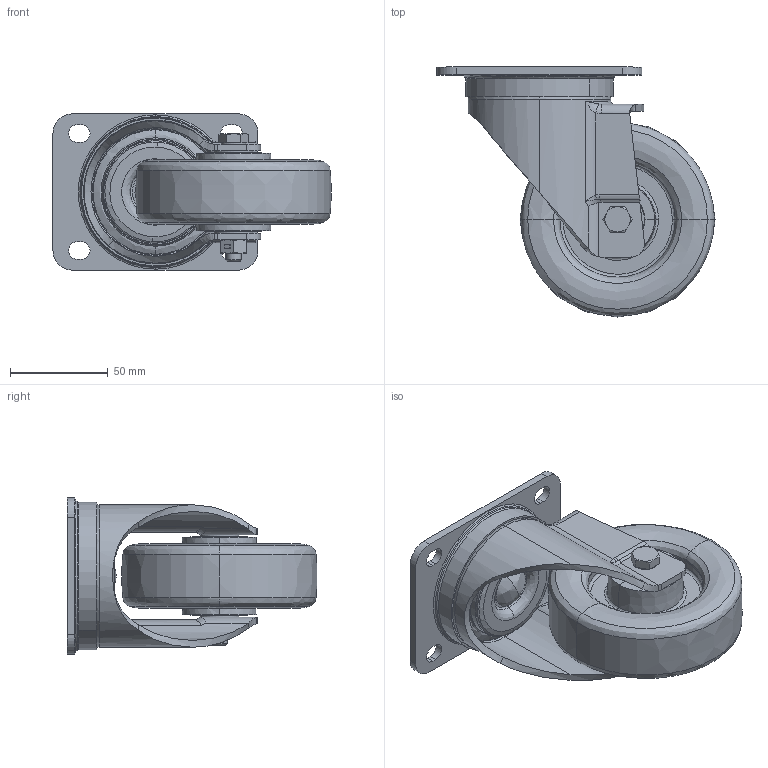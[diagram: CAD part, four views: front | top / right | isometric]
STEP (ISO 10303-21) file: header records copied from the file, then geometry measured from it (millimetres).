
FILE_DESCRIPTION (( 'STEP AP214' ), '1' );
FILE_NAME ('K0021243BL_L-IM-PUZK-100-K-3_(A-01).step', '2019-06-03T07:34:15', ( 'Windows-Benutzer' ), ( '' ), 'SwSTEP 2.0', 'SolidWorks 2018', '' );
FILE_SCHEMA (( 'AUTOMOTIVE_DESIGN' ));
Length unit declared in the file: millimetre
Products named in the file (1): K0021243BL_L-IM-PUZK-100-K-3_(A-01)
Bounding box: 142.44 x 127.94 x 80 mm (x, y, z)
Surface area: 94390.7 mm2 (no closed solid volume)
Topology: 0 solids, 25 shells, 575 faces, 1543 edges, 997 vertices
Faces by surface type: plane 272, cylinder 136, bspline 95, cone 54, torus 18
Entity records: 28473 total; most frequent: CARTESIAN_POINT 8171, DIRECTION 2880, ORIENTED_EDGE 2751, EDGE_CURVE 1535, AXIS2_PLACEMENT_3D 1002, VERTEX_POINT 997, VECTOR 876, LINE 876
